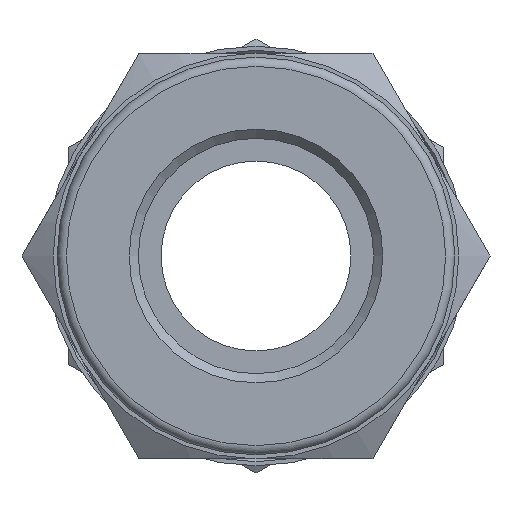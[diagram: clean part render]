
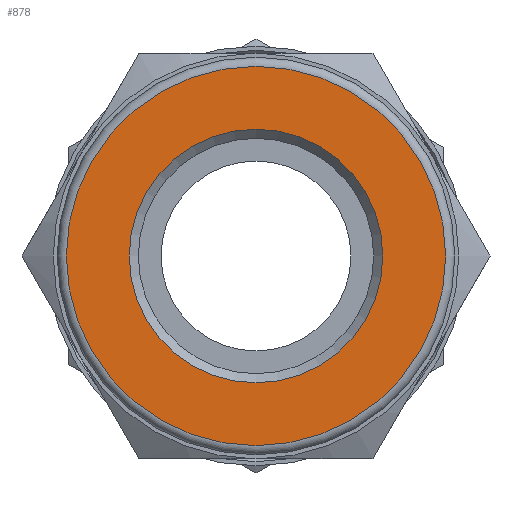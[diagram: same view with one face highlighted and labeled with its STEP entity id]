
A CAD part, left-side view. The second image highlights one B-rep face of the part: STEP entity #878.
In plain terms, the highlighted planar face has unit normal (-1, 0, 0).
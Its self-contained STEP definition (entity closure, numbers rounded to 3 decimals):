
#57=FACE_BOUND('',#204,.T.);
#85=CIRCLE('',#980,6.95);
#86=CIRCLE('',#982,10.4);
#139=FACE_OUTER_BOUND('',#203,.T.);
#203=EDGE_LOOP('',(#680));
#204=EDGE_LOOP('',(#681));
#402=VERTEX_POINT('',#1470);
#403=VERTEX_POINT('',#1474);
#503=EDGE_CURVE('',#402,#402,#85,.T.);
#504=EDGE_CURVE('',#403,#403,#86,.T.);
#680=ORIENTED_EDGE('',*,*,#504,.F.);
#681=ORIENTED_EDGE('',*,*,#503,.T.);
#841=PLANE('',#981);
#878=ADVANCED_FACE('',(#139,#57),#841,.T.);
#980=AXIS2_PLACEMENT_3D('',#1472,#1161,#1162);
#981=AXIS2_PLACEMENT_3D('',#1473,#1163,#1164);
#982=AXIS2_PLACEMENT_3D('',#1475,#1165,#1166);
#1161=DIRECTION('center_axis',(1.,0.,0.));
#1162=DIRECTION('ref_axis',(0.,0.,-1.));
#1163=DIRECTION('center_axis',(-1.,0.,0.));
#1164=DIRECTION('ref_axis',(0.,0.,1.));
#1165=DIRECTION('center_axis',(1.,0.,0.));
#1166=DIRECTION('ref_axis',(0.,0.,-1.));
#1470=CARTESIAN_POINT('',(-10.201,-6.95,0.));
#1472=CARTESIAN_POINT('Origin',(-10.201,0.,
0.));
#1473=CARTESIAN_POINT('Origin',(-10.201,10.4,0.));
#1474=CARTESIAN_POINT('',(-10.201,0.,10.4));
#1475=CARTESIAN_POINT('Origin',(-10.201,0.,
0.));
